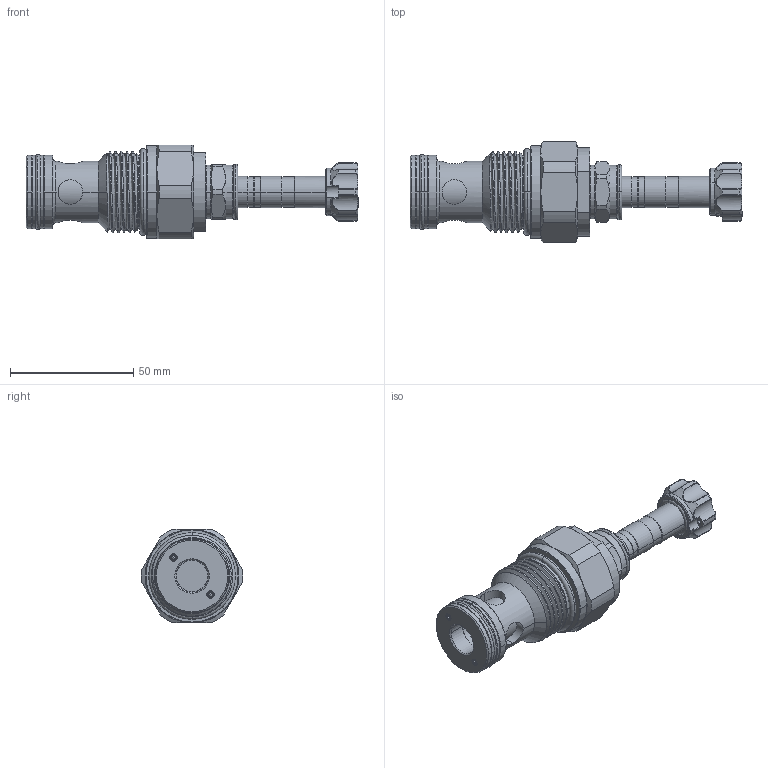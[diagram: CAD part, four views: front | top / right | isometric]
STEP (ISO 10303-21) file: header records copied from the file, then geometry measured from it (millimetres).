
FILE_DESCRIPTION (( 'STEP AP203' ), '1' );
FILE_NAME ('EP21E2A05N95.STEP', '2021-06-02T06:57:22', ( '' ), ( '' ), 'SwSTEP 2.0', 'SolidWorks 2018', '' );
FILE_SCHEMA (( 'CONFIG_CONTROL_DESIGN' ));
Length unit declared in the file: millimetre
Products named in the file (1): EP21E2A05N95
Bounding box: 134.75 x 41.08 x 38 mm (x, y, z)
Volume: 70637.4 mm3; surface area: 19117.6 mm2
Topology: 10 solids, 10 shells, 394 faces, 949 edges, 578 vertices
Faces by surface type: cylinder 161, cone 80, plane 59, torus 51, bspline 39, sphere 4
Entity records: 17577 total; most frequent: CARTESIAN_POINT 8717, ORIENTED_EDGE 1866, DIRECTION 1828, EDGE_CURVE 933, AXIS2_PLACEMENT_3D 770, VERTEX_POINT 572, EDGE_LOOP 419, CIRCLE 414
